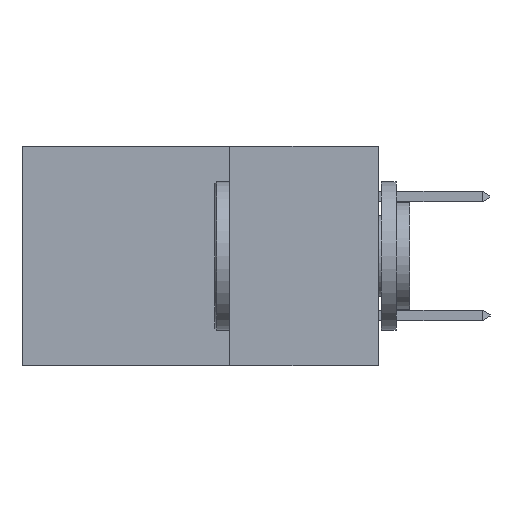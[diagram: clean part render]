
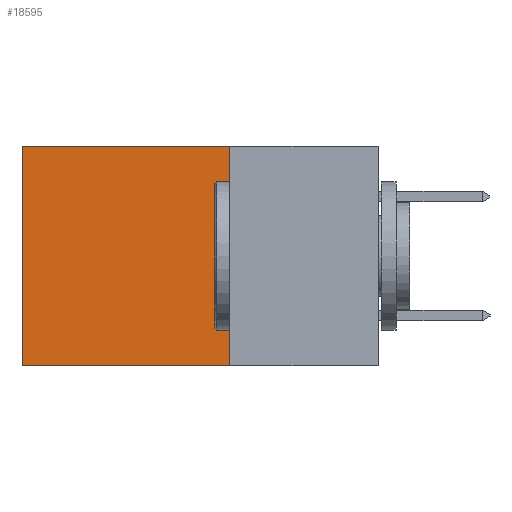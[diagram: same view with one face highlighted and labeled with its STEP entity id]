
A CAD part, left-side view. The second image highlights one B-rep face of the part: STEP entity #18595.
In plain terms, the highlighted planar face has unit normal (-1, 0, 0).
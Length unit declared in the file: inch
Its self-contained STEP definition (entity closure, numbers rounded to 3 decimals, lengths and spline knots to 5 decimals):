
#363 = VERTEX_POINT ( 'NONE', #10439 ) ;
#663 = AXIS2_PLACEMENT_3D ( 'NONE', #6471, #11137, #1807 ) ;
#1120 = CARTESIAN_POINT ( 'NONE',  ( 0.2615, 0.25, -0.37 ) ) ;
#1591 = LINE ( 'NONE', #19768, #9397 ) ;
#1807 = DIRECTION ( 'NONE',  ( 0., 0., -1. ) ) ;
#3225 = ORIENTED_EDGE ( 'NONE', *, *, #9749, .F. ) ;
#3327 = PLANE ( 'NONE',  #663 ) ;
#3804 = LINE ( 'NONE', #10515, #19812 ) ;
#4250 = FACE_OUTER_BOUND ( 'NONE', #15471, .T. ) ;
#5115 = VECTOR ( 'NONE', #8900, 39.37008 ) ;
#5660 = CARTESIAN_POINT ( 'NONE',  ( 0.2615, 0.6, -0.37 ) ) ;
#5675 = ORIENTED_EDGE ( 'NONE', *, *, #6544, .T. ) ;
#6471 = CARTESIAN_POINT ( 'NONE',  ( 0.2615, 0.25, -0.37 ) ) ;
#6544 = EDGE_CURVE ( 'NONE', #363, #15757, #11315, .T. ) ;
#6637 = VERTEX_POINT ( 'NONE', #16897 ) ;
#7650 = EDGE_CURVE ( 'NONE', #6637, #363, #9236, .T. ) ;
#8900 = DIRECTION ( 'NONE',  ( 0., 1., 0. ) ) ;
#9236 = LINE ( 'NONE', #18092, #5115 ) ;
#9368 = VECTOR ( 'NONE', #15154, 39.37008 ) ;
#9397 = VECTOR ( 'NONE', #12053, 39.37008 ) ;
#9749 = EDGE_CURVE ( 'NONE', #6637, #16498, #3804, .T. ) ;
#10439 = CARTESIAN_POINT ( 'NONE',  ( 0.2615, 0.6, 0. ) ) ;
#10515 = CARTESIAN_POINT ( 'NONE',  ( 0.2615, 0.25, -0.37 ) ) ;
#11137 = DIRECTION ( 'NONE',  ( 1., 0., 0. ) ) ;
#11315 = LINE ( 'NONE', #13593, #9368 ) ;
#12053 = DIRECTION ( 'NONE',  ( 0., 1., 0. ) ) ;
#13593 = CARTESIAN_POINT ( 'NONE',  ( 0.2615, 0.6, -0.37 ) ) ;
#15154 = DIRECTION ( 'NONE',  ( 0., 0., -1. ) ) ;
#15190 = DIRECTION ( 'NONE',  ( 0., 0., -1. ) ) ;
#15471 = EDGE_LOOP ( 'NONE', ( #5675, #15680, #3225, #15926 ) ) ;
#15680 = ORIENTED_EDGE ( 'NONE', *, *, #19883, .F. ) ;
#15757 = VERTEX_POINT ( 'NONE', #5660 ) ;
#15926 = ORIENTED_EDGE ( 'NONE', *, *, #7650, .T. ) ;
#16498 = VERTEX_POINT ( 'NONE', #1120 ) ;
#16897 = CARTESIAN_POINT ( 'NONE',  ( 0.2615, 0.25, 0. ) ) ;
#18092 = CARTESIAN_POINT ( 'NONE',  ( 0.2615, 0.25, 0. ) ) ;
#18595 = ADVANCED_FACE ( 'NONE', ( #4250 ), #3327, .F. ) ;
#19768 = CARTESIAN_POINT ( 'NONE',  ( 0.2615, 0.25, -0.37 ) ) ;
#19812 = VECTOR ( 'NONE', #15190, 39.37008 ) ;
#19883 = EDGE_CURVE ( 'NONE', #16498, #15757, #1591, .T. ) ;
